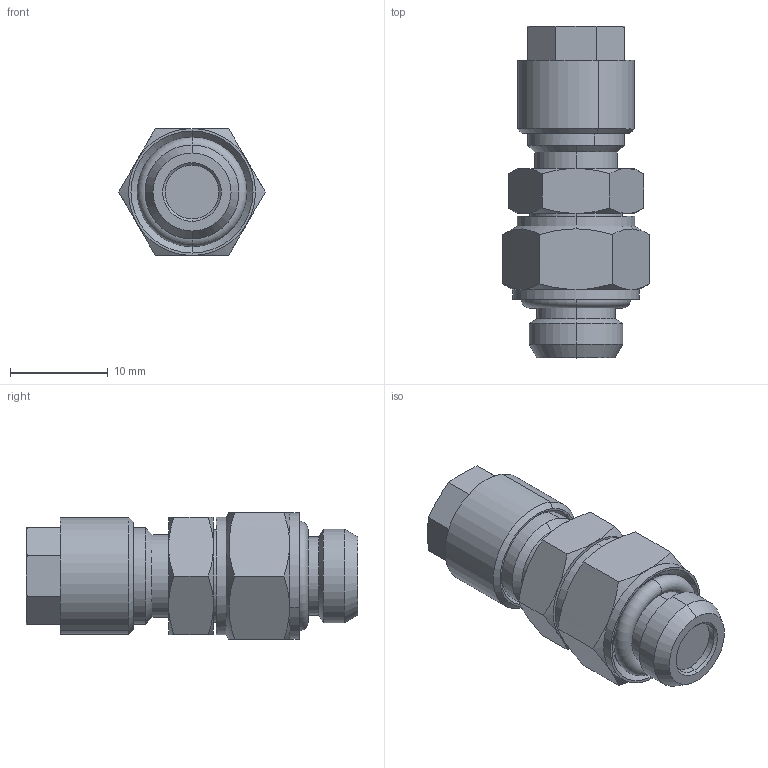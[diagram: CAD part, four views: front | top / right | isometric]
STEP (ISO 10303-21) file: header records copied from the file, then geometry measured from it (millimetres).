
FILE_DESCRIPTION(/* description */ ('VariCAD 2016-1.06 AP-214'),/* implementation_level */ '2;1');
FILE_NAME(/* name */ 'ck_184_dr_msv.stp',/* time_stamp */ '2016-06-16T10:55:05+02:00',/* author */ (''),/* organization */ (''),/* preprocessor_version */ 'ST-DEVELOPER v14',/* originating_system */ 'VariCAD 2016-1.06; kernel version (20130303)',/* authorisation */ '');
FILE_SCHEMA (('AUTOMOTIVE_DESIGN'));
Length unit declared in the file: millimetre
Products named in the file (2): ck_184_dr_msv; CK 184 DR MSV
Assembly tree (1 placements, depth 2):
  ck_184_dr_msv
    CK 184 DR MSV
Bounding box: 15.01 x 34 x 13 mm (x, y, z)
Volume: 3475.4 mm3; surface area: 1954.7 mm2
Topology: 1 solids, 1 shells, 109 faces, 237 edges, 139 vertices
Faces by surface type: cone 44, plane 31, cylinder 22, torus 12
Entity records: 3126 total; most frequent: CARTESIAN_POINT 737, DIRECTION 512, ORIENTED_EDGE 474, EDGE_CURVE 237, AXIS2_PLACEMENT_3D 222, VERTEX_POINT 139, EDGE_LOOP 118, FACE_OUTER_BOUND 109
